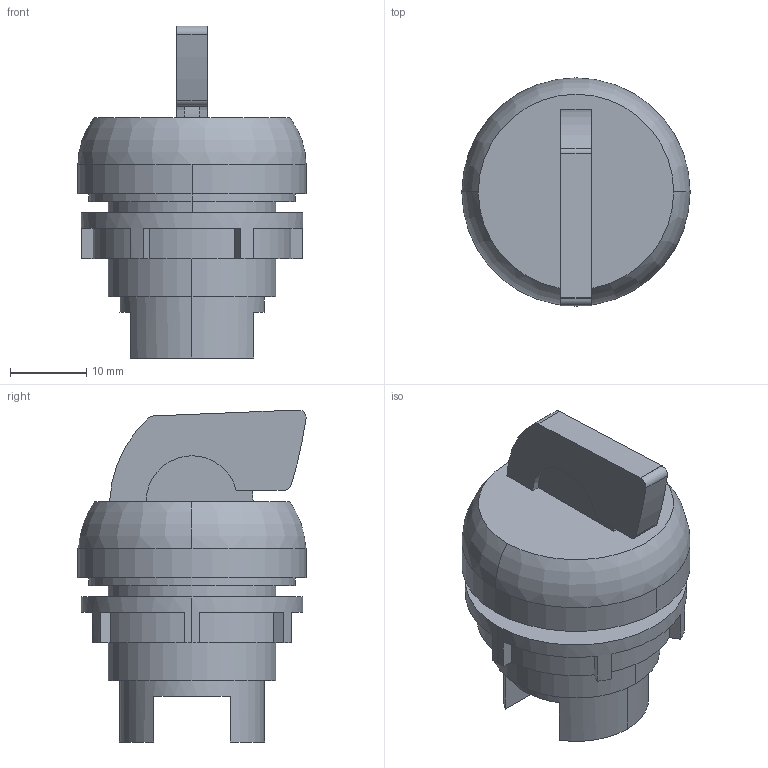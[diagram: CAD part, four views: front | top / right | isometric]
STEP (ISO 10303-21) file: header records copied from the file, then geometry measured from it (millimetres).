
FILE_DESCRIPTION(('STEP AP214'),'1');
FILE_NAME('bouton_024042.stp','2019-01-09T08:04:19',('TraceParts'),('TraceParts S.A.'),'Spatial InterOp 3D',' ',' ');
FILE_SCHEMA(('automotive_design'));
Length unit declared in the file: millimetre
Products named in the file (2): bouton_024042_1; bouton_024042_2
Bounding box: 29.9 x 29.9 x 43.5 mm (x, y, z)
Volume: 15019.4 mm3; surface area: 6062.7 mm2
Topology: 2 solids, 2 shells, 69 faces, 181 edges, 121 vertices
Faces by surface type: plane 36, cylinder 31, torus 2
Entity records: 2202 total; most frequent: DIRECTION 408, CARTESIAN_POINT 373, ORIENTED_EDGE 362, EDGE_CURVE 181, AXIS2_PLACEMENT_3D 156, VERTEX_POINT 121, LINE 96, VECTOR 96
